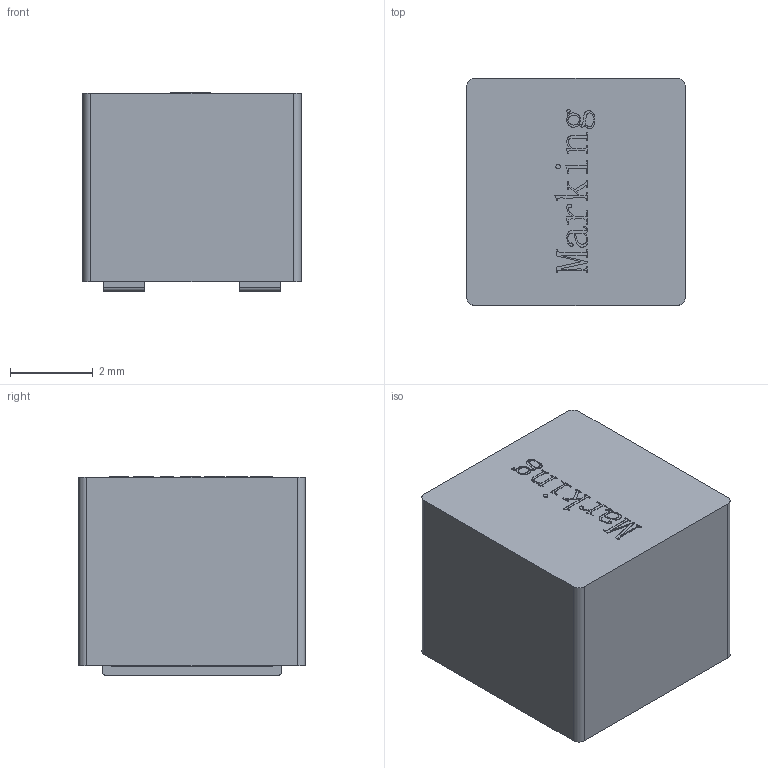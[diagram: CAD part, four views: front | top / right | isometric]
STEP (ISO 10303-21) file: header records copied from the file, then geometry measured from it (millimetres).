
FILE_DESCRIPTION(/* description */ (''),/* implementation_level */ '2;1');
FILE_NAME(/* name */ 'TMPF0505_2.stp',/* time_stamp */ '2018-03-15T08:27:14+08:00',/* author */ (''),/* organization */ (''),/* preprocessor_version */ 'ST-DEVELOPER v16.7',/* originating_system */ 'SIEMENS PLM Software NX 12.0',/* authorisation */ '');
FILE_SCHEMA (('AUTOMOTIVE_DESIGN { 1 0 10303 214 3 1 1 1 }'));
Length unit declared in the file: millimetre
Products named in the file (1): TMPF0505_stp
Bounding box: 5.3 x 5.5 x 4.81 mm (x, y, z)
Volume: 141.6 mm3; surface area: 452 mm2
Topology: 3 solids, 3 shells, 207 faces, 563 edges, 372 vertices
Faces by surface type: plane 127, bspline 62, cylinder 17, cone 1
Full cylindrical faces by diameter (mm): 2.2 x1, 4.3 x1
Entity records: 9260 total; most frequent: CARTESIAN_POINT 3102, ORIENTED_EDGE 1114, DIRECTION 754, EDGE_CURVE 557, LINE 392, VECTOR 392, VERTEX_POINT 371, EDGE_LOOP 226
